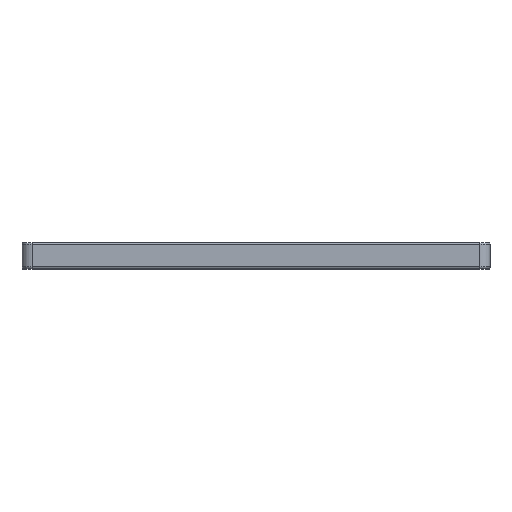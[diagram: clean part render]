
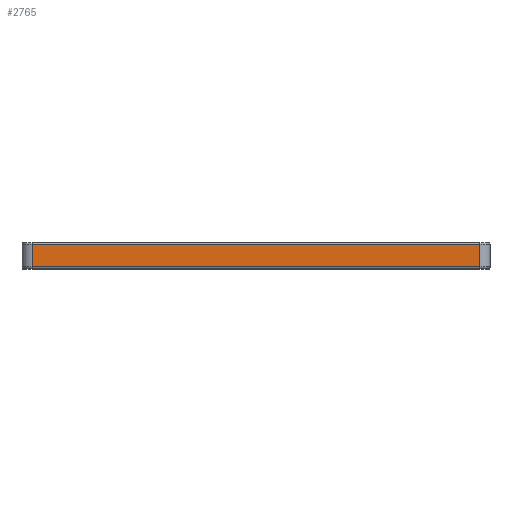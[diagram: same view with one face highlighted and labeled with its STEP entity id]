
A CAD part, top view. The second image highlights one B-rep face of the part: STEP entity #2765.
In plain terms, the highlighted planar face has unit normal (0, 0, 1).
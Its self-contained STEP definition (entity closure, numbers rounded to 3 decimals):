
#53 = EDGE_CURVE ( 'NONE', #5616, #4856, #6700, .T. ) ;
#260 = AXIS2_PLACEMENT_3D ( 'NONE', #663, #1708, #3772 ) ;
#380 = VECTOR ( 'NONE', #1365, 1000. ) ;
#663 = CARTESIAN_POINT ( 'NONE',  ( -64.5, 3., 65. ) ) ;
#825 = CARTESIAN_POINT ( 'NONE',  ( 64.5, 0.5, 65. ) ) ;
#1274 = FACE_OUTER_BOUND ( 'NONE', #4643, .T. ) ;
#1365 = DIRECTION ( 'NONE',  ( -1., 0., 0. ) ) ;
#1462 = CARTESIAN_POINT ( 'NONE',  ( -64.5, 7., 65. ) ) ;
#1498 = ORIENTED_EDGE ( 'NONE', *, *, #4176, .T. ) ;
#1555 = CARTESIAN_POINT ( 'NONE',  ( -64.5, 3., 65. ) ) ;
#1683 = DIRECTION ( 'NONE',  ( 0., -1., 0. ) ) ;
#1708 = DIRECTION ( 'NONE',  ( 0., 0., -1. ) ) ;
#1710 = VERTEX_POINT ( 'NONE', #3028 ) ;
#1922 = CARTESIAN_POINT ( 'NONE',  ( 64.5, 7., 65. ) ) ;
#2036 = CARTESIAN_POINT ( 'NONE',  ( 64.5, 3., 65. ) ) ;
#2100 = DIRECTION ( 'NONE',  ( 1., 0., 0. ) ) ;
#2557 = LINE ( 'NONE', #1555, #4051 ) ;
#2765 = ADVANCED_FACE ( 'NONE', ( #1274 ), #5305, .F. ) ;
#2997 = CARTESIAN_POINT ( 'NONE',  ( -64.5, 0.5, 65. ) ) ;
#3028 = CARTESIAN_POINT ( 'NONE',  ( -64.5, 7., 65. ) ) ;
#3605 = ORIENTED_EDGE ( 'NONE', *, *, #4100, .T. ) ;
#3638 = CARTESIAN_POINT ( 'NONE',  ( -64.5, 0.5, 65. ) ) ;
#3699 = VECTOR ( 'NONE', #6190, 1000. ) ;
#3772 = DIRECTION ( 'NONE',  ( -1., 0., 0. ) ) ;
#3782 = VERTEX_POINT ( 'NONE', #2997 ) ;
#3853 = VECTOR ( 'NONE', #2100, 1000. ) ;
#3983 = ORIENTED_EDGE ( 'NONE', *, *, #53, .F. ) ;
#4051 = VECTOR ( 'NONE', #1683, 1000. ) ;
#4100 = EDGE_CURVE ( 'NONE', #1710, #3782, #2557, .T. ) ;
#4176 = EDGE_CURVE ( 'NONE', #5616, #1710, #4436, .T. ) ;
#4436 = LINE ( 'NONE', #1462, #380 ) ;
#4643 = EDGE_LOOP ( 'NONE', ( #3605, #5272, #3983, #1498 ) ) ;
#4856 = VERTEX_POINT ( 'NONE', #825 ) ;
#5272 = ORIENTED_EDGE ( 'NONE', *, *, #6257, .T. ) ;
#5305 = PLANE ( 'NONE',  #260 ) ;
#5616 = VERTEX_POINT ( 'NONE', #1922 ) ;
#5644 = LINE ( 'NONE', #3638, #3853 ) ;
#6190 = DIRECTION ( 'NONE',  ( 0., -1., 0. ) ) ;
#6257 = EDGE_CURVE ( 'NONE', #3782, #4856, #5644, .T. ) ;
#6700 = LINE ( 'NONE', #2036, #3699 ) ;
